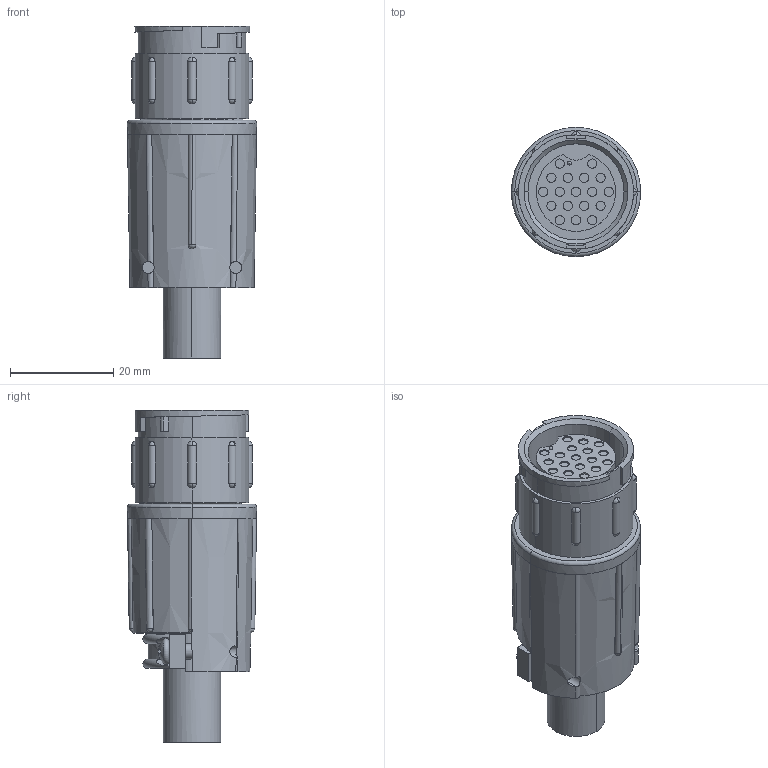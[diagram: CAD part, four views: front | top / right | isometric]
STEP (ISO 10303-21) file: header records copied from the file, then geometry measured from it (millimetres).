
FILE_DESCRIPTION (( 'STEP AP203' ), '1' );
FILE_NAME ('15280-18SG-331.STEP', '2013-05-29T18:34:47', ( '21FPBF1' ), ( 'Conxall' ), 'SwSTEP 2.0', 'SolidWorks 2012', '' );
FILE_SCHEMA (( 'CONFIG_CONTROL_DESIGN' ));
Length unit declared in the file: inch
Products named in the file (1): 15280-18SG-331
Bounding box: 25.1 x 25.1 x 64.47 mm (x, y, z)
Volume: 19404.8 mm3; surface area: 7473.3 mm2
Topology: 1 solids, 1 shells, 277 faces, 688 edges, 443 vertices
Faces by surface type: plane 112, cylinder 98, sphere 44, torus 9, cone 8, bspline 6
Entity records: 9410 total; most frequent: CARTESIAN_POINT 2834, DIRECTION 1378, ORIENTED_EDGE 1366, EDGE_CURVE 683, AXIS2_PLACEMENT_3D 569, VERTEX_POINT 441, EDGE_LOOP 314, CIRCLE 297
